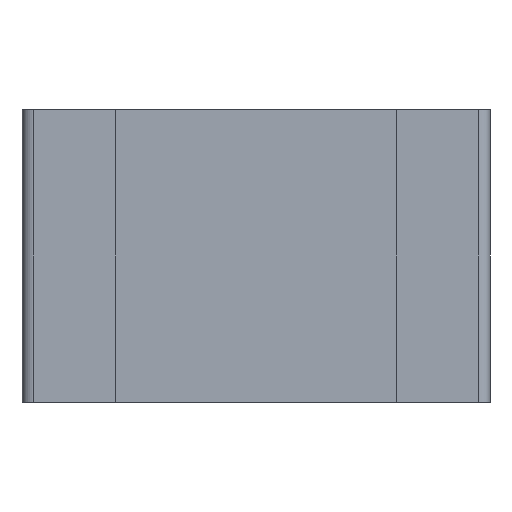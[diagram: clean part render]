
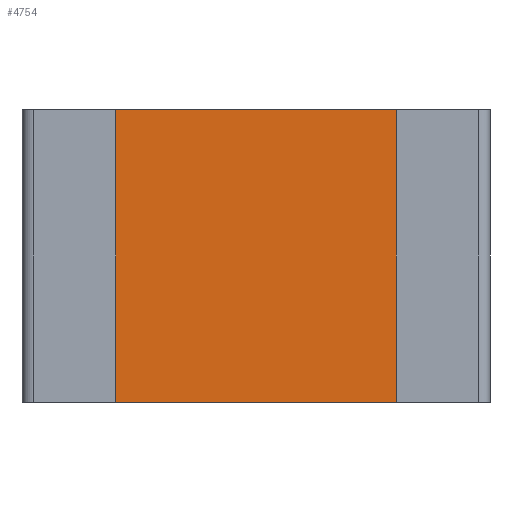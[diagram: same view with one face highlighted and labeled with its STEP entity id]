
A CAD part, front view. The second image highlights one B-rep face of the part: STEP entity #4754.
In plain terms, the highlighted planar face has unit normal (0, -1, 0).
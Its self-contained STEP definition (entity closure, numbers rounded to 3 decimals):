
#146 = ORIENTED_EDGE ( 'NONE', *, *, #5034, .F. ) ;
#197 = CARTESIAN_POINT ( 'NONE',  ( -0.95, 0.05, 0.625 ) ) ;
#592 = PLANE ( 'NONE',  #2736 ) ;
#703 = VERTEX_POINT ( 'NONE', #6448 ) ;
#867 = CARTESIAN_POINT ( 'NONE',  ( 0., 0.05, 0. ) ) ;
#1456 = EDGE_CURVE ( 'NONE', #3550, #5947, #3065, .T. ) ;
#1807 = DIRECTION ( 'NONE',  ( 0., 0., -1. ) ) ;
#1850 = DIRECTION ( 'NONE',  ( 0., 1., 0. ) ) ;
#2457 = DIRECTION ( 'NONE',  ( 0., 0., 1. ) ) ;
#2736 = AXIS2_PLACEMENT_3D ( 'NONE', #867, #1850, #5724 ) ;
#2843 = CARTESIAN_POINT ( 'NONE',  ( -0.95, 0.05, -0.625 ) ) ;
#2951 = VECTOR ( 'NONE', #3138, 1000. ) ;
#2959 = ORIENTED_EDGE ( 'NONE', *, *, #5927, .F. ) ;
#3065 = LINE ( 'NONE', #4102, #6510 ) ;
#3138 = DIRECTION ( 'NONE',  ( 1., 0., 0. ) ) ;
#3484 = LINE ( 'NONE', #2843, #5056 ) ;
#3550 = VERTEX_POINT ( 'NONE', #6569 ) ;
#3595 = ORIENTED_EDGE ( 'NONE', *, *, #6825, .F. ) ;
#3894 = CARTESIAN_POINT ( 'NONE',  ( 0.95, 0.05, 0.625 ) ) ;
#4102 = CARTESIAN_POINT ( 'NONE',  ( -0.95, 0.05, -0.625 ) ) ;
#4340 = ORIENTED_EDGE ( 'NONE', *, *, #1456, .F. ) ;
#4485 = DIRECTION ( 'NONE',  ( -1., 0., 0. ) ) ;
#4754 = ADVANCED_FACE ( 'NONE', ( #5446 ), #592, .F. ) ;
#5034 = EDGE_CURVE ( 'NONE', #6129, #703, #5206, .T. ) ;
#5056 = VECTOR ( 'NONE', #4485, 1000. ) ;
#5134 = VECTOR ( 'NONE', #1807, 1000. ) ;
#5206 = LINE ( 'NONE', #6659, #5134 ) ;
#5446 = FACE_OUTER_BOUND ( 'NONE', #5939, .T. ) ;
#5568 = LINE ( 'NONE', #197, #2951 ) ;
#5724 = DIRECTION ( 'NONE',  ( 0., 0., 1. ) ) ;
#5927 = EDGE_CURVE ( 'NONE', #5947, #6129, #5568, .T. ) ;
#5939 = EDGE_LOOP ( 'NONE', ( #4340, #3595, #146, #2959 ) ) ;
#5947 = VERTEX_POINT ( 'NONE', #6827 ) ;
#6129 = VERTEX_POINT ( 'NONE', #3894 ) ;
#6448 = CARTESIAN_POINT ( 'NONE',  ( 0.95, 0.05, -0.625 ) ) ;
#6510 = VECTOR ( 'NONE', #2457, 1000. ) ;
#6569 = CARTESIAN_POINT ( 'NONE',  ( -0.95, 0.05, -0.625 ) ) ;
#6659 = CARTESIAN_POINT ( 'NONE',  ( 0.95, 0.05, -0.625 ) ) ;
#6825 = EDGE_CURVE ( 'NONE', #703, #3550, #3484, .T. ) ;
#6827 = CARTESIAN_POINT ( 'NONE',  ( -0.95, 0.05, 0.625 ) ) ;
